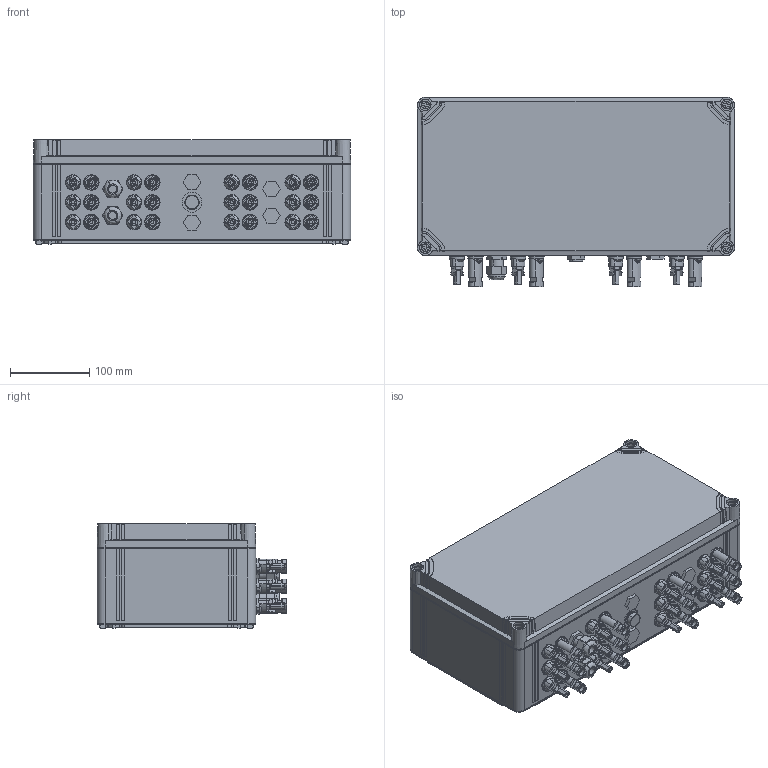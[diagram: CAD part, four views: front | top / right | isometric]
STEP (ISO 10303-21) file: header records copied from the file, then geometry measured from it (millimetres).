
FILE_DESCRIPTION(('CATIA V5 STEP Exchange','CAx-IF Rec.Pracs.--- Model Styling and Organization---1.4--- 2014-01-23'),'2;1');
FILE_NAME ('1467921-3_0', '2023-04-26T04:30:11+00:00', ('none'), ('Weidmueller'), 'CATIA Version 5-6 Release 2016 SP3 HF44', 'CATIA V5 STEP AP214', 'none');
FILE_SCHEMA(('AUTOMOTIVE_DESIGN { 1 0 10303 214 1 1 1 1 }'));
Products named in the file (1): S3D_PVN_3I_3O_2MPP_WM4_11
Bounding box: 400 x 239.25 x 132 mm (x, y, z)
Volume: 10323939.8 mm3; surface area: 598772.4 mm2
Topology: 37 solids, 37 shells, 2807 faces, 8376 edges, 5760 vertices
Faces by surface type: plane 1597, cylinder 826, cone 268, extrusion 48, sphere 36, revolution 24, torus 4, bspline 4
Entity records: 97869 total; most frequent: CARTESIAN_POINT 27873, ORIENTED_EDGE 16748, DIRECTION 9590, EDGE_CURVE 8374, VERTEX_POINT 5760, VECTOR 4022, LINE 3974, AXIS2_PLACEMENT_3D 3849
